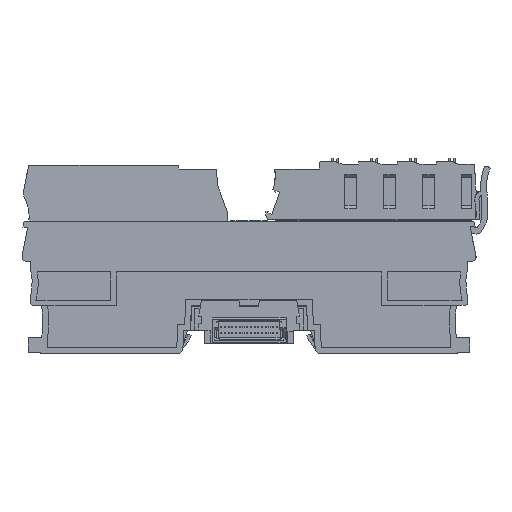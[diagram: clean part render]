
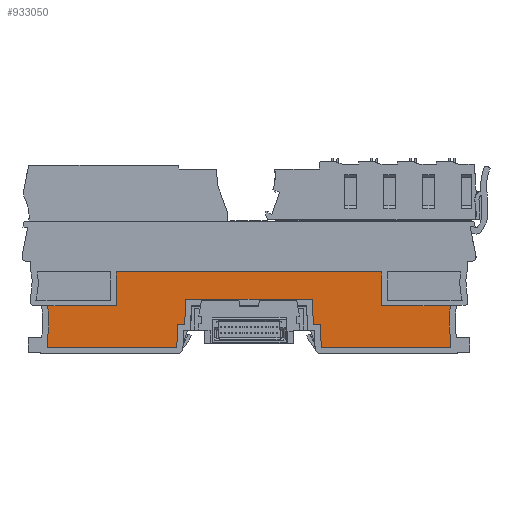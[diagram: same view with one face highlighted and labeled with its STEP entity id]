
A CAD part, left-side view. The second image highlights one B-rep face of the part: STEP entity #933050.
In plain terms, the highlighted face is planar.
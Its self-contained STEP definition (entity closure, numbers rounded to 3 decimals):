
#929660=CARTESIAN_POINT('',(58.916,13.513,
-31.));
#929670=VERTEX_POINT('',#929660);
#929700=CARTESIAN_POINT('',(-21.276,3.666,
-31.));
#929710=DIRECTION('',(0.993,0.122,
0.));
#929720=VECTOR('',#929710,1.);
#929730=LINE('',#929700,#929720);
#929740=CARTESIAN_POINT('',(77.304,15.77,
-31.));
#929750=VERTEX_POINT('',#929740);
#929760=EDGE_CURVE('',#929670,#929750,#929730,.T.);
#930050=CARTESIAN_POINT('',(-30.439,2.541,
-31.));
#930060=VERTEX_POINT('',#930050);
#930090=CARTESIAN_POINT('',(-21.276,3.666,
-31.));
#930100=DIRECTION('',(-0.993,-0.122,
0.));
#930110=VECTOR('',#930100,1.);
#930120=LINE('',#930090,#930110);
#930130=CARTESIAN_POINT('',(-12.051,4.799,
-31.));
#930140=VERTEX_POINT('',#930130);
#930150=EDGE_CURVE('',#930140,#930060,#930120,.T.);
#930400=CARTESIAN_POINT('',(-15.98,36.797,
-31.));
#930410=DIRECTION('',(-0.122,0.993,
0.));
#930420=VECTOR('',#930410,1.);
#930430=LINE('',#930400,#930420);
#930440=CARTESIAN_POINT('',(-13.16,13.831,
-31.));
#930450=VERTEX_POINT('',#930440);
#930460=EDGE_CURVE('',#930140,#930450,#930430,.T.);
#930750=CARTESIAN_POINT('',(57.807,22.545,
-31.));
#930760=VERTEX_POINT('',#930750);
#930810=CARTESIAN_POINT('',(-22.385,12.698,
-31.));
#930820=DIRECTION('',(-0.993,-0.122,
0.));
#930830=VECTOR('',#930820,1.);
#930840=LINE('',#930810,#930830);
#930850=EDGE_CURVE('',#930760,#930450,#930840,.T.);
#931020=CARTESIAN_POINT('',(-19.887,-7.649,
-31.));
#931030=DIRECTION('',(-0.993,-0.122,
0.));
#931040=VECTOR('',#931030,1.);
#931050=LINE('',#931020,#931040);
#931060=CARTESIAN_POINT('',(5.499,-4.532,
-31.));
#931070=VERTEX_POINT('',#931060);
#931080=CARTESIAN_POINT('',(-29.173,-8.789,
-31.));
#931090=VERTEX_POINT('',#931080);
#931100=EDGE_CURVE('',#931070,#931090,#931050,.T.);
#931450=CARTESIAN_POINT('',(6.842,2.081,
-31.));
#931460=VERTEX_POINT('',#931450);
#931490=CARTESIAN_POINT('',(-20.667,-1.297,
-31.));
#931500=DIRECTION('',(0.993,0.122,
0.));
#931510=VECTOR('',#931500,1.);
#931520=LINE('',#931490,#931510);
#931530=CARTESIAN_POINT('',(4.94,1.848,
-31.));
#931540=VERTEX_POINT('',#931530);
#931550=EDGE_CURVE('',#931540,#931460,#931520,.T.);
#931820=CARTESIAN_POINT('',(40.185,12.976,
-31.));
#931830=VERTEX_POINT('',#931820);
#931860=CARTESIAN_POINT('',(-21.49,5.403,
-31.));
#931870=DIRECTION('',(-0.993,-0.122,
0.));
#931880=VECTOR('',#931870,1.);
#931890=LINE('',#931860,#931880);
#931900=CARTESIAN_POINT('',(6.253,8.81,
-31.));
#931910=VERTEX_POINT('',#931900);
#931920=EDGE_CURVE('',#931830,#931910,#931890,.T.);
#932110=CARTESIAN_POINT('',(69.11,5.471,
-31.));
#932120=DIRECTION('',(0.,0.,1.));
#932130=DIRECTION('',(0.993,0.122,
0.));
#932140=AXIS2_PLACEMENT_3D('',#932110,#932120,#932130);
#932150=PLANE('',#932140);
#932160=CARTESIAN_POINT('',(-19.887,-7.649,
-31.));
#932170=DIRECTION('',(0.993,0.122,
0.));
#932180=VECTOR('',#932170,1.);
#932190=LINE('',#932160,#932180);
#932200=CARTESIAN_POINT('',(44.145,0.213,
-31.));
#932210=VERTEX_POINT('',#932200);
#932220=CARTESIAN_POINT('',(78.817,4.47,
-31.));
#932230=VERTEX_POINT('',#932220);
#932240=EDGE_CURVE('',#932210,#932230,#932190,.T.);
#932250=ORIENTED_EDGE('',*,*,#932240,.F.);
#932260=CARTESIAN_POINT('',(73.498,47.784,
-31.));
#932270=DIRECTION('',(-0.122,0.993,
0.));
#932280=VECTOR('',#932270,1.);
#932290=LINE('',#932260,#932280);
#932300=CARTESIAN_POINT('',(78.581,6.387,
-31.));
#932310=VERTEX_POINT('',#932300);
#932320=EDGE_CURVE('',#932230,#932310,#932290,.T.);
#932330=ORIENTED_EDGE('',*,*,#932320,.F.);
#932340=CARTESIAN_POINT('',(110.904,15.564,
-31.));
#932350=DIRECTION('',(0.,0.,-1.));
#932360=DIRECTION('',(0.993,0.122,
0.));
#932370=AXIS2_PLACEMENT_3D('',#932340,#932350,#932360);
#932380=CIRCLE('',#932370,33.6);
#932390=EDGE_CURVE('',#932310,#929750,#932380,.T.);
#932400=ORIENTED_EDGE('',*,*,#932390,.F.);
#932410=ORIENTED_EDGE('',*,*,#929760,.T.);
#932420=CARTESIAN_POINT('',(54.987,45.511,
-31.));
#932430=DIRECTION('',(-0.122,0.993,
0.));
#932440=VECTOR('',#932430,1.);
#932450=LINE('',#932420,#932440);
#932460=EDGE_CURVE('',#929670,#930760,#932450,.T.);
#932470=ORIENTED_EDGE('',*,*,#932460,.F.);
#932480=ORIENTED_EDGE('',*,*,#930850,.F.);
#932490=ORIENTED_EDGE('',*,*,#930460,.T.);
#932500=ORIENTED_EDGE('',*,*,#930150,.F.);
#932510=CARTESIAN_POINT('',(-62.99,-5.788,
-31.));
#932520=DIRECTION('',(0.,0.,1.));
#932530=DIRECTION('',(-0.993,-0.122,
0.));
#932540=AXIS2_PLACEMENT_3D('',#932510,#932520,#932530);
#932550=CIRCLE('',#932540,33.6);
#932560=CARTESIAN_POINT('',(-29.408,-6.872,
-31.));
#932570=VERTEX_POINT('',#932560);
#932580=EDGE_CURVE('',#932570,#930060,#932550,.T.);
#932590=ORIENTED_EDGE('',*,*,#932580,.T.);
#932600=CARTESIAN_POINT('',(-34.491,34.524,
-31.));
#932610=DIRECTION('',(-0.122,0.993,
0.));
#932620=VECTOR('',#932610,1.);
#932630=LINE('',#932600,#932620);
#932640=EDGE_CURVE('',#931090,#932570,#932630,.T.);
#932650=ORIENTED_EDGE('',*,*,#932640,.T.);
#932660=ORIENTED_EDGE('',*,*,#931100,.T.);
#932670=CARTESIAN_POINT('',(1.693,38.967,
-31.));
#932680=DIRECTION('',(0.087,-0.996,
0.));
#932690=VECTOR('',#932680,1.);
#932700=LINE('',#932670,#932690);
#932710=EDGE_CURVE('',#931540,#931070,#932700,.T.);
#932720=ORIENTED_EDGE('',*,*,#932710,.T.);
#932730=ORIENTED_EDGE('',*,*,#931550,.F.);
#932740=CARTESIAN_POINT('',(3.595,39.201,
-31.));
#932750=DIRECTION('',(0.087,-0.996,
0.));
#932760=VECTOR('',#932750,1.);
#932770=LINE('',#932740,#932760);
#932780=EDGE_CURVE('',#931910,#931460,#932770,.T.);
#932790=ORIENTED_EDGE('',*,*,#932780,.T.);
#932800=ORIENTED_EDGE('',*,*,#931920,.T.);
#932810=CARTESIAN_POINT('',(35.413,43.107,
-31.));
#932820=DIRECTION('',(0.156,-0.988,
0.));
#932830=VECTOR('',#932820,1.);
#932840=LINE('',#932810,#932830);
#932850=CARTESIAN_POINT('',(41.242,6.305,
-31.));
#932860=VERTEX_POINT('',#932850);
#932870=EDGE_CURVE('',#931830,#932860,#932840,.T.);
#932880=ORIENTED_EDGE('',*,*,#932870,.F.);
#932890=CARTESIAN_POINT('',(-20.667,-1.297,
-31.));
#932900=DIRECTION('',(0.993,0.122,
0.));
#932910=VECTOR('',#932900,1.);
#932920=LINE('',#932890,#932910);
#932930=CARTESIAN_POINT('',(43.144,6.538,
-31.));
#932940=VERTEX_POINT('',#932930);
#932950=EDGE_CURVE('',#932860,#932940,#932920,.T.);
#932960=ORIENTED_EDGE('',*,*,#932950,.F.);
#932970=CARTESIAN_POINT('',(37.315,43.341,
-31.));
#932980=DIRECTION('',(0.156,-0.988,
0.));
#932990=VECTOR('',#932980,1.);
#933000=LINE('',#932970,#932990);
#933010=EDGE_CURVE('',#932940,#932210,#933000,.T.);
#933020=ORIENTED_EDGE('',*,*,#933010,.F.);
#933030=EDGE_LOOP('',(#933020,#932960,#932880,#932800,#932790,#932730,
#932720,#932660,#932650,#932590,#932500,#932490,#932480,#932470,#932410,
#932400,#932330,#932250));
#933040=FACE_OUTER_BOUND('',#933030,.T.);
#933050=ADVANCED_FACE('',(#933040),#932150,.F.);
